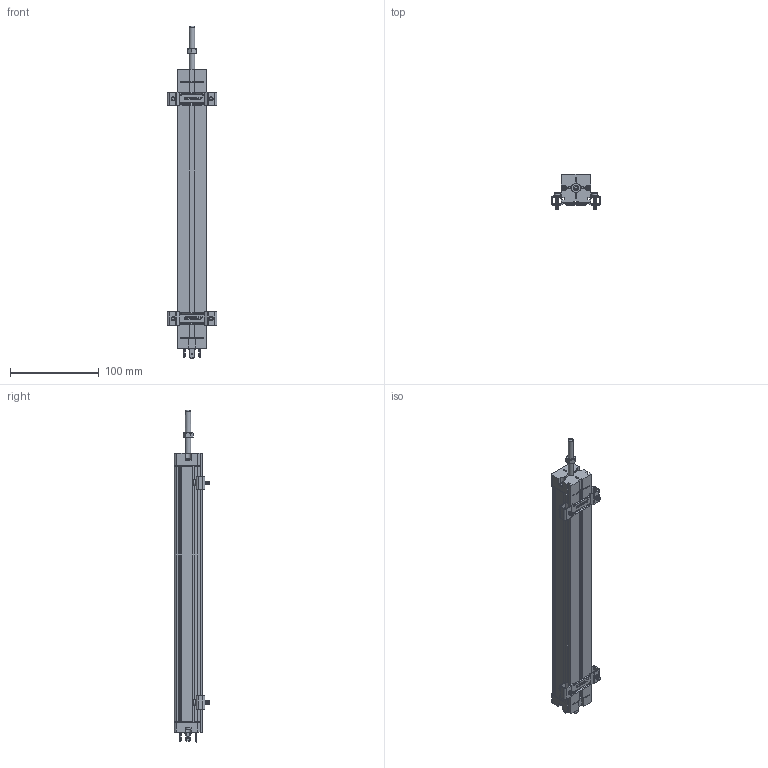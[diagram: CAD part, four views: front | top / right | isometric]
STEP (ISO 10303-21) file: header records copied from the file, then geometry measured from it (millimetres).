
FILE_DESCRIPTION (( 'STEP AP214' ), '1' );
FILE_NAME ('LT-M-0250-S-L.STEP', '2020-03-17T18:22:27', ( '' ), ( '' ), 'SwSTEP 2.0', 'SolidWorks 2019', '' );
FILE_SCHEMA (( 'AUTOMOTIVE_DESIGN' ));
Length unit declared in the file: inch
Products named in the file (1): LT-M-0250-S-L
Bounding box: 56 x 39.7 x 374.43 mm (x, y, z)
Volume: 320407.9 mm3; surface area: 76701.8 mm2
Topology: 21 solids, 21 shells, 1620 faces, 4391 edges, 2858 vertices
Faces by surface type: plane 696, cone 420, cylinder 356, bspline 148
Full cylindrical faces by diameter (mm): 1.5 x3, 1.6 x1, 1.65 x3, 2.5 x1, 2.75 x2, 2.8 x1, 3 x97, 3.4 x4, 3.9 x4, 4 x88, 4.15 x1, 4.3 x2, 4.4 x1, 4.5 x1, 5 x3, 5.6 x4, 6 x3, 7 x1, 7.5 x1
Entity records: 70010 total; most frequent: CARTESIAN_POINT 14375, DIRECTION 6806, ORIENTED_EDGE 6494, EDGE_CURVE 3247, AXIS2_PLACEMENT_3D 2508, EDGE_LOOP 2332, VERTEX_POINT 2321, FACE_OUTER_BOUND 1851
